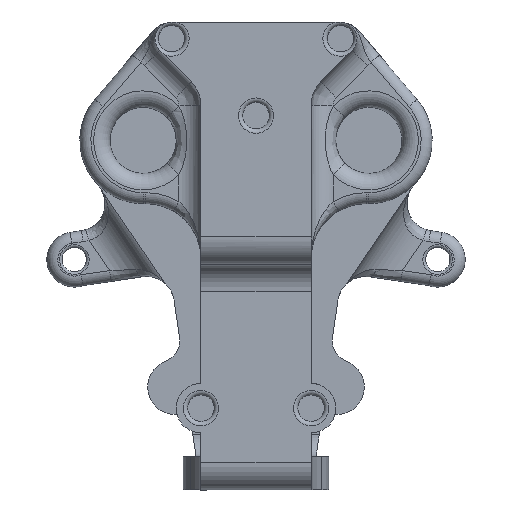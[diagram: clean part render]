
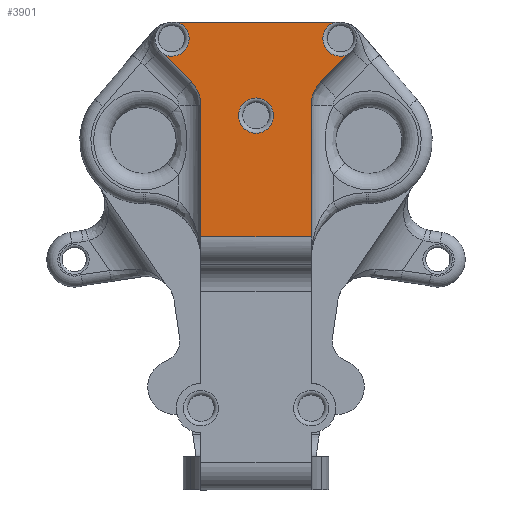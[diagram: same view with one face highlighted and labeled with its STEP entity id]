
A CAD part, front view. The second image highlights one B-rep face of the part: STEP entity #3901.
In plain terms, the highlighted planar face has unit normal (0, -1, 0).
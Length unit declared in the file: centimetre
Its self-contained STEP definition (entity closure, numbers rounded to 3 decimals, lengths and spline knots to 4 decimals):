
#80=FACE_BOUND('',#1277,.T.);
#213=PLANE('',#4294);
#439=LINE('',#6527,#679);
#463=LINE('',#6694,#703);
#464=LINE('',#6698,#704);
#465=LINE('',#6700,#705);
#466=LINE('',#6702,#706);
#467=LINE('',#6706,#707);
#679=VECTOR('',#5019,1.);
#703=VECTOR('',#5165,1.);
#704=VECTOR('',#5168,1.);
#705=VECTOR('',#5169,1.);
#706=VECTOR('',#5170,1.);
#707=VECTOR('',#5173,1.);
#986=FACE_OUTER_BOUND('',#1276,.T.);
#1276=EDGE_LOOP('',(#3140,#3141,#3142,#3143,#3144,#3145,#3146,#3147,#3148,
#3149));
#1277=EDGE_LOOP('',(#3150));
#1609=CIRCLE('',#4292,0.32);
#1611=CIRCLE('',#4295,0.6);
#1612=CIRCLE('',#4296,0.6);
#1613=CIRCLE('',#4297,0.32);
#1614=CIRCLE('',#4298,0.32);
#1907=VERTEX_POINT('',#6519);
#1908=VERTEX_POINT('',#6526);
#1972=VERTEX_POINT('',#6678);
#1974=VERTEX_POINT('',#6693);
#1975=VERTEX_POINT('',#6695);
#1976=VERTEX_POINT('',#6697);
#1977=VERTEX_POINT('',#6699);
#1978=VERTEX_POINT('',#6701);
#1979=VERTEX_POINT('',#6703);
#1980=VERTEX_POINT('',#6705);
#1981=VERTEX_POINT('',#6708);
#2348=EDGE_CURVE('',#1907,#1908,#439,.T.);
#2415=EDGE_CURVE('',#1972,#1907,#1609,.T.);
#2418=EDGE_CURVE('',#1972,#1974,#463,.T.);
#2419=EDGE_CURVE('',#1975,#1974,#1611,.T.);
#2420=EDGE_CURVE('',#1976,#1975,#464,.T.);
#2421=EDGE_CURVE('',#1976,#1977,#465,.T.);
#2422=EDGE_CURVE('',#1978,#1977,#466,.T.);
#2423=EDGE_CURVE('',#1979,#1978,#1612,.T.);
#2424=EDGE_CURVE('',#1980,#1979,#467,.T.);
#2425=EDGE_CURVE('',#1908,#1980,#1613,.T.);
#2426=EDGE_CURVE('',#1981,#1981,#1614,.T.);
#3140=ORIENTED_EDGE('',*,*,#2415,.F.);
#3141=ORIENTED_EDGE('',*,*,#2418,.T.);
#3142=ORIENTED_EDGE('',*,*,#2419,.F.);
#3143=ORIENTED_EDGE('',*,*,#2420,.F.);
#3144=ORIENTED_EDGE('',*,*,#2421,.T.);
#3145=ORIENTED_EDGE('',*,*,#2422,.F.);
#3146=ORIENTED_EDGE('',*,*,#2423,.F.);
#3147=ORIENTED_EDGE('',*,*,#2424,.F.);
#3148=ORIENTED_EDGE('',*,*,#2425,.F.);
#3149=ORIENTED_EDGE('',*,*,#2348,.F.);
#3150=ORIENTED_EDGE('',*,*,#2426,.F.);
#3901=ADVANCED_FACE('',(#986,#80),#213,.T.);
#4292=AXIS2_PLACEMENT_3D('',#6685,#5159,#5160);
#4294=AXIS2_PLACEMENT_3D('',#6692,#5163,#5164);
#4295=AXIS2_PLACEMENT_3D('',#6696,#5166,#5167);
#4296=AXIS2_PLACEMENT_3D('',#6704,#5171,#5172);
#4297=AXIS2_PLACEMENT_3D('',#6707,#5174,#5175);
#4298=AXIS2_PLACEMENT_3D('',#6709,#5176,#5177);
#5019=DIRECTION('',(1.,0.,0.));
#5159=DIRECTION('center_axis',(0.,-1.,0.));
#5160=DIRECTION('ref_axis',(1.,0.,0.));
#5163=DIRECTION('center_axis',(0.,-1.,0.));
#5164=DIRECTION('ref_axis',(0.,0.,-1.));
#5165=DIRECTION('',(0.707,0.,-0.707));
#5166=DIRECTION('center_axis',(0.,-1.,0.));
#5167=DIRECTION('ref_axis',(1.,0.,0.));
#5168=DIRECTION('',(0.,0.,1.));
#5169=DIRECTION('',(1.,0.,0.));
#5170=DIRECTION('',(0.,0.,-1.));
#5171=DIRECTION('center_axis',(0.,-1.,0.));
#5172=DIRECTION('ref_axis',(-0.707,0.,0.707));
#5173=DIRECTION('',(-0.707,0.,-0.707));
#5174=DIRECTION('center_axis',(0.,-1.,0.));
#5175=DIRECTION('ref_axis',(1.,0.,0.));
#5176=DIRECTION('center_axis',(0.,-1.,0.));
#5177=DIRECTION('ref_axis',(1.,0.,0.));
#6519=CARTESIAN_POINT('',(-1.4325,-5.2,8.));
#6526=CARTESIAN_POINT('',(1.4325,-5.2,8.));
#6527=CARTESIAN_POINT('',(0.,-5.2,8.));
#6678=CARTESIAN_POINT('',(-1.6685,-5.2,7.406));
#6685=CARTESIAN_POINT('Origin',(-1.5351,-5.2,7.6969));
#6692=CARTESIAN_POINT('Origin',(0.,-5.2,8.));
#6693=CARTESIAN_POINT('',(-1.1757,-5.2,6.9132));
#6694=CARTESIAN_POINT('',(-1.7473,-5.2,7.4848));
#6695=CARTESIAN_POINT('',(-1.,-5.2,6.489));
#6696=CARTESIAN_POINT('Origin',(-1.6,-5.2,6.489));
#6697=CARTESIAN_POINT('',(-1.,-5.2,4.1));
#6698=CARTESIAN_POINT('',(-1.,-5.2,4.1));
#6699=CARTESIAN_POINT('',(1.,-5.2,4.1));
#6700=CARTESIAN_POINT('',(0.,-5.2,4.1));
#6701=CARTESIAN_POINT('',(1.,-5.2,6.489));
#6702=CARTESIAN_POINT('',(1.,-5.2,4.1));
#6703=CARTESIAN_POINT('',(1.1757,-5.2,6.9132));
#6704=CARTESIAN_POINT('Origin',(1.6,-5.2,6.489));
#6705=CARTESIAN_POINT('',(1.6685,-5.2,7.406));
#6706=CARTESIAN_POINT('',(1.7473,-5.2,7.4848));
#6707=CARTESIAN_POINT('Origin',(1.5351,-5.2,7.6969));
#6708=CARTESIAN_POINT('',(-0.32,-5.2,6.3));
#6709=CARTESIAN_POINT('Origin',(0.,-5.2,6.3));
